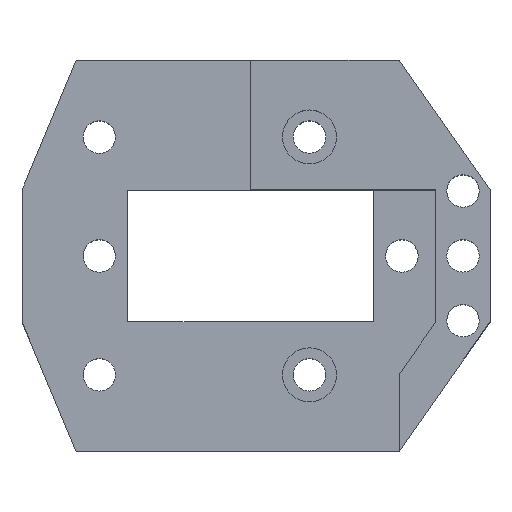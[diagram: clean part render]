
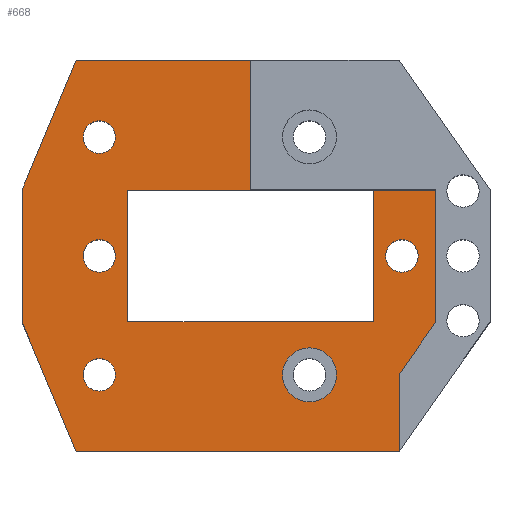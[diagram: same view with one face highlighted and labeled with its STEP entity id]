
A CAD part, top view. The second image highlights one B-rep face of the part: STEP entity #668.
In plain terms, the highlighted planar face has unit normal (0, 0, 1).
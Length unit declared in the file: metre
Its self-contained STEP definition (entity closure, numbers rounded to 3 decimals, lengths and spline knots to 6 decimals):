
#35=LINE('',#1006,#100);
#36=LINE('',#1009,#101);
#37=LINE('',#1011,#102);
#38=LINE('',#1013,#103);
#39=LINE('',#1015,#104);
#40=LINE('',#1017,#105);
#41=LINE('',#1019,#106);
#42=LINE('',#1021,#107);
#43=LINE('',#1023,#108);
#44=LINE('',#1025,#109);
#45=LINE('',#1027,#110);
#46=LINE('',#1029,#111);
#47=LINE('',#1031,#112);
#48=LINE('',#1033,#113);
#100=VECTOR('',#812,1.);
#101=VECTOR('',#813,1.);
#102=VECTOR('',#814,1.);
#103=VECTOR('',#815,1.);
#104=VECTOR('',#816,1.);
#105=VECTOR('',#817,1.);
#106=VECTOR('',#818,1.);
#107=VECTOR('',#819,1.);
#108=VECTOR('',#820,1.);
#109=VECTOR('',#821,1.);
#110=VECTOR('',#822,1.);
#111=VECTOR('',#823,1.);
#112=VECTOR('',#824,1.);
#113=VECTOR('',#825,1.);
#172=ORIENTED_EDGE('',*,*,#346,.T.);
#173=ORIENTED_EDGE('',*,*,#347,.F.);
#174=ORIENTED_EDGE('',*,*,#348,.F.);
#175=ORIENTED_EDGE('',*,*,#349,.T.);
#176=ORIENTED_EDGE('',*,*,#350,.T.);
#177=ORIENTED_EDGE('',*,*,#351,.F.);
#178=ORIENTED_EDGE('',*,*,#352,.T.);
#179=ORIENTED_EDGE('',*,*,#353,.F.);
#180=ORIENTED_EDGE('',*,*,#354,.F.);
#181=ORIENTED_EDGE('',*,*,#355,.T.);
#182=ORIENTED_EDGE('',*,*,#356,.F.);
#183=ORIENTED_EDGE('',*,*,#357,.F.);
#184=ORIENTED_EDGE('',*,*,#358,.F.);
#185=ORIENTED_EDGE('',*,*,#359,.T.);
#186=ORIENTED_EDGE('',*,*,#360,.T.);
#187=ORIENTED_EDGE('',*,*,#361,.T.);
#188=ORIENTED_EDGE('',*,*,#362,.T.);
#189=ORIENTED_EDGE('',*,*,#363,.F.);
#190=ORIENTED_EDGE('',*,*,#364,.F.);
#346=EDGE_CURVE('',#433,#433,#486,.T.);
#347=EDGE_CURVE('',#434,#434,#487,.T.);
#348=EDGE_CURVE('',#435,#436,#35,.T.);
#349=EDGE_CURVE('',#435,#437,#36,.T.);
#350=EDGE_CURVE('',#437,#438,#37,.T.);
#351=EDGE_CURVE('',#439,#438,#38,.T.);
#352=EDGE_CURVE('',#439,#440,#39,.T.);
#353=EDGE_CURVE('',#441,#440,#40,.T.);
#354=EDGE_CURVE('',#442,#441,#41,.T.);
#355=EDGE_CURVE('',#442,#443,#42,.T.);
#356=EDGE_CURVE('',#444,#443,#43,.T.);
#357=EDGE_CURVE('',#445,#444,#44,.T.);
#358=EDGE_CURVE('',#446,#445,#45,.T.);
#359=EDGE_CURVE('',#446,#447,#46,.T.);
#360=EDGE_CURVE('',#447,#448,#47,.T.);
#361=EDGE_CURVE('',#448,#436,#48,.T.);
#362=EDGE_CURVE('',#449,#449,#488,.T.);
#363=EDGE_CURVE('',#450,#450,#489,.T.);
#364=EDGE_CURVE('',#451,#451,#490,.T.);
#433=VERTEX_POINT('',#1003);
#434=VERTEX_POINT('',#1005);
#435=VERTEX_POINT('',#1007);
#436=VERTEX_POINT('',#1008);
#437=VERTEX_POINT('',#1010);
#438=VERTEX_POINT('',#1012);
#439=VERTEX_POINT('',#1014);
#440=VERTEX_POINT('',#1016);
#441=VERTEX_POINT('',#1018);
#442=VERTEX_POINT('',#1020);
#443=VERTEX_POINT('',#1022);
#444=VERTEX_POINT('',#1024);
#445=VERTEX_POINT('',#1026);
#446=VERTEX_POINT('',#1028);
#447=VERTEX_POINT('',#1030);
#448=VERTEX_POINT('',#1032);
#449=VERTEX_POINT('',#1035);
#450=VERTEX_POINT('',#1037);
#451=VERTEX_POINT('',#1039);
#486=CIRCLE('',#726,0.0015);
#487=CIRCLE('',#727,0.0025);
#488=CIRCLE('',#728,0.0015);
#489=CIRCLE('',#729,0.0015);
#490=CIRCLE('',#730,0.0015);
#510=EDGE_LOOP('',(#172));
#511=EDGE_LOOP('',(#173));
#512=EDGE_LOOP('',(#174,#175,#176,#177,#178,#179,#180,#181,#182,#183,#184,
#185,#186,#187));
#513=EDGE_LOOP('',(#188));
#514=EDGE_LOOP('',(#189));
#515=EDGE_LOOP('',(#190));
#580=FACE_BOUND('',#510,.T.);
#581=FACE_BOUND('',#511,.T.);
#582=FACE_BOUND('',#512,.T.);
#583=FACE_BOUND('',#513,.T.);
#584=FACE_BOUND('',#514,.T.);
#585=FACE_BOUND('',#515,.T.);
#642=PLANE('',#725);
#668=ADVANCED_FACE('',(#580,#581,#582,#583,#584,#585),#642,.T.);
#725=AXIS2_PLACEMENT_3D('',#1001,#806,#807);
#726=AXIS2_PLACEMENT_3D('',#1002,#808,#809);
#727=AXIS2_PLACEMENT_3D('',#1004,#810,#811);
#728=AXIS2_PLACEMENT_3D('',#1034,#826,#827);
#729=AXIS2_PLACEMENT_3D('',#1036,#828,#829);
#730=AXIS2_PLACEMENT_3D('',#1038,#830,#831);
#806=DIRECTION('',(0.,0.,1.));
#807=DIRECTION('',(1.,0.,0.));
#808=DIRECTION('',(0.,0.,-1.));
#809=DIRECTION('',(1.,0.,0.));
#810=DIRECTION('',(0.,0.,1.));
#811=DIRECTION('',(1.,0.,0.));
#812=DIRECTION('',(0.,-1.,0.));
#813=DIRECTION('',(0.573,0.819,0.));
#814=DIRECTION('',(0.,1.,0.));
#815=DIRECTION('',(1.,0.,0.));
#816=DIRECTION('',(0.,-1.,0.));
#817=DIRECTION('',(1.,0.,0.));
#818=DIRECTION('',(0.,-1.,0.));
#819=DIRECTION('',(1.,0.,0.));
#820=DIRECTION('',(0.,-1.,0.));
#821=DIRECTION('',(1.,0.,0.));
#822=DIRECTION('',(0.385,0.923,0.));
#823=DIRECTION('',(0.,-1.,0.));
#824=DIRECTION('',(0.385,-0.923,0.));
#825=DIRECTION('',(1.,0.,0.));
#826=DIRECTION('',(0.,0.,-1.));
#827=DIRECTION('',(1.,0.,0.));
#828=DIRECTION('',(0.,0.,1.));
#829=DIRECTION('',(1.,0.,0.));
#830=DIRECTION('',(0.,0.,1.));
#831=DIRECTION('',(1.,0.,0.));
#1001=CARTESIAN_POINT('',(0.0005,0.,0.009));
#1002=CARTESIAN_POINT('',(-0.014,-0.011,0.009));
#1003=CARTESIAN_POINT('',(-0.0125,-0.011,0.009));
#1004=CARTESIAN_POINT('',(0.00545,-0.011,0.009));
#1005=CARTESIAN_POINT('',(0.00795,-0.011,0.009));
#1006=CARTESIAN_POINT('',(0.01375,-0.014529,0.009));
#1007=CARTESIAN_POINT('',(0.01375,-0.010957,0.009));
#1008=CARTESIAN_POINT('',(0.01375,-0.0181,0.009));
#1009=CARTESIAN_POINT('',(0.01545,-0.008529,0.009));
#1010=CARTESIAN_POINT('',(0.01715,-0.0061,0.009));
#1011=CARTESIAN_POINT('',(0.01715,0.,0.009));
#1012=CARTESIAN_POINT('',(0.01715,0.0061,0.009));
#1013=CARTESIAN_POINT('',(0.,0.0061,0.009));
#1014=CARTESIAN_POINT('',(0.01135,0.0061,0.009));
#1015=CARTESIAN_POINT('',(0.01135,0.,0.009));
#1016=CARTESIAN_POINT('',(0.01135,-0.0061,0.009));
#1017=CARTESIAN_POINT('',(0.,-0.0061,0.009));
#1018=CARTESIAN_POINT('',(-0.01135,-0.0061,0.009));
#1019=CARTESIAN_POINT('',(-0.01135,0.,0.009));
#1020=CARTESIAN_POINT('',(-0.01135,0.0061,0.009));
#1021=CARTESIAN_POINT('',(0.,0.0061,0.009));
#1022=CARTESIAN_POINT('',(0.,0.0061,0.009));
#1023=CARTESIAN_POINT('',(0.,0.0121,0.009));
#1024=CARTESIAN_POINT('',(0.,0.0181,0.009));
#1025=CARTESIAN_POINT('',(-0.0012,0.0181,0.009));
#1026=CARTESIAN_POINT('',(-0.01615,0.0181,0.009));
#1027=CARTESIAN_POINT('',(-0.01865,0.0121,0.009));
#1028=CARTESIAN_POINT('',(-0.02115,0.0061,0.009));
#1029=CARTESIAN_POINT('',(-0.02115,0.,0.009));
#1030=CARTESIAN_POINT('',(-0.02115,-0.0061,0.009));
#1031=CARTESIAN_POINT('',(-0.01865,-0.0121,0.009));
#1032=CARTESIAN_POINT('',(-0.01615,-0.0181,0.009));
#1033=CARTESIAN_POINT('',(-0.0012,-0.0181,0.009));
#1034=CARTESIAN_POINT('',(0.014,0.,0.009));
#1035=CARTESIAN_POINT('',(0.0155,0.,0.009));
#1036=CARTESIAN_POINT('',(-0.014,0.,0.009));
#1037=CARTESIAN_POINT('',(-0.0125,0.,0.009));
#1038=CARTESIAN_POINT('',(-0.014,0.011,0.009));
#1039=CARTESIAN_POINT('',(-0.0125,0.011,0.009));
